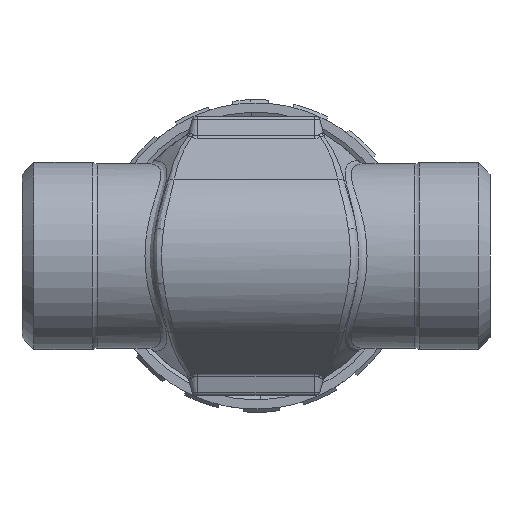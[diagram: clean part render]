
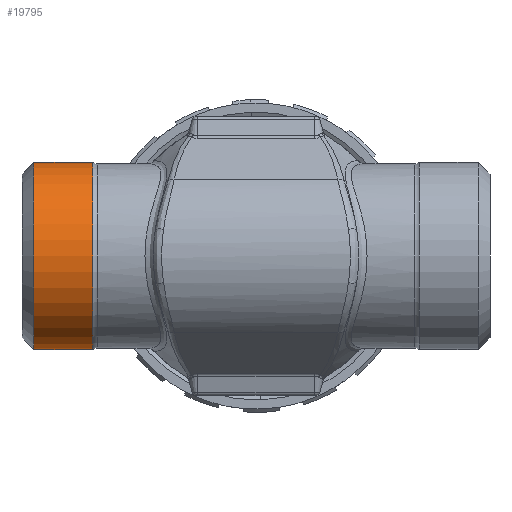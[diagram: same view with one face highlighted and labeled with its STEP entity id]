
A CAD part, front view. The second image highlights one B-rep face of the part: STEP entity #19795.
In plain terms, the highlighted cylindrical face has radius 10.4 mm (diameter 20.8 mm), a partial arc.
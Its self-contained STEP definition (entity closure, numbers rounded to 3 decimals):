
#481 = AXIS2_PLACEMENT_3D ( 'NONE', #10134, #11708, #18065 ) ;
#708 = AXIS2_PLACEMENT_3D ( 'NONE', #10308, #862, #18577 ) ;
#862 = DIRECTION ( 'NONE',  ( 1., 0., 0. ) ) ;
#1466 = VECTOR ( 'NONE', #9771, 1000. ) ;
#1469 = VECTOR ( 'NONE', #14639, 1000. ) ;
#1887 = CARTESIAN_POINT ( 'NONE',  ( -24.7, 0., 10.4 ) ) ;
#1928 = FACE_OUTER_BOUND ( 'NONE', #2869, .T. ) ;
#2869 = EDGE_LOOP ( 'NONE', ( #13496, #18190, #8645, #10335 ) ) ;
#3384 = CARTESIAN_POINT ( 'NONE',  ( -24.7, 0., -10.4 ) ) ;
#4108 = CYLINDRICAL_SURFACE ( 'NONE', #708, 10.4 ) ;
#4432 = VERTEX_POINT ( 'NONE', #1887 ) ;
#4750 = CARTESIAN_POINT ( 'NONE',  ( -18.161, 0., 10.4 ) ) ;
#5006 = EDGE_CURVE ( 'NONE', #4432, #11615, #14580, .T. ) ;
#6132 = LINE ( 'NONE', #13021, #1469 ) ;
#6390 = VERTEX_POINT ( 'NONE', #17189 ) ;
#6706 = EDGE_CURVE ( 'NONE', #6390, #11615, #9292, .T. ) ;
#7367 = AXIS2_PLACEMENT_3D ( 'NONE', #18428, #10387, #19805 ) ;
#8645 = ORIENTED_EDGE ( 'NONE', *, *, #20072, .T. ) ;
#9292 = CIRCLE ( 'NONE', #7367, 10.4 ) ;
#9771 = DIRECTION ( 'NONE',  ( 1., 0., 0. ) ) ;
#10134 = CARTESIAN_POINT ( 'NONE',  ( -24.7, 0., 0. ) ) ;
#10308 = CARTESIAN_POINT ( 'NONE',  ( 0., 0., 0. ) ) ;
#10335 = ORIENTED_EDGE ( 'NONE', *, *, #6706, .T. ) ;
#10387 = DIRECTION ( 'NONE',  ( -1., 0., 0. ) ) ;
#11615 = VERTEX_POINT ( 'NONE', #4750 ) ;
#11708 = DIRECTION ( 'NONE',  ( 1., 0., 0. ) ) ;
#13021 = CARTESIAN_POINT ( 'NONE',  ( 0., 0., -10.4 ) ) ;
#13234 = EDGE_CURVE ( 'NONE', #4432, #16305, #16335, .T. ) ;
#13496 = ORIENTED_EDGE ( 'NONE', *, *, #5006, .F. ) ;
#14580 = LINE ( 'NONE', #19357, #1466 ) ;
#14639 = DIRECTION ( 'NONE',  ( 1., 0., 0. ) ) ;
#16305 = VERTEX_POINT ( 'NONE', #3384 ) ;
#16335 = CIRCLE ( 'NONE', #481, 10.4 ) ;
#17189 = CARTESIAN_POINT ( 'NONE',  ( -18.161, 0., -10.4 ) ) ;
#18065 = DIRECTION ( 'NONE',  ( 0., 0., -1. ) ) ;
#18190 = ORIENTED_EDGE ( 'NONE', *, *, #13234, .T. ) ;
#18428 = CARTESIAN_POINT ( 'NONE',  ( -18.161, 0., 0. ) ) ;
#18577 = DIRECTION ( 'NONE',  ( 0., 0., -1. ) ) ;
#19357 = CARTESIAN_POINT ( 'NONE',  ( 0., 0., 10.4 ) ) ;
#19795 = ADVANCED_FACE ( 'NONE', ( #1928 ), #4108, .T. ) ;
#19805 = DIRECTION ( 'NONE',  ( 0., 0., -1. ) ) ;
#20072 = EDGE_CURVE ( 'NONE', #16305, #6390, #6132, .T. ) ;
